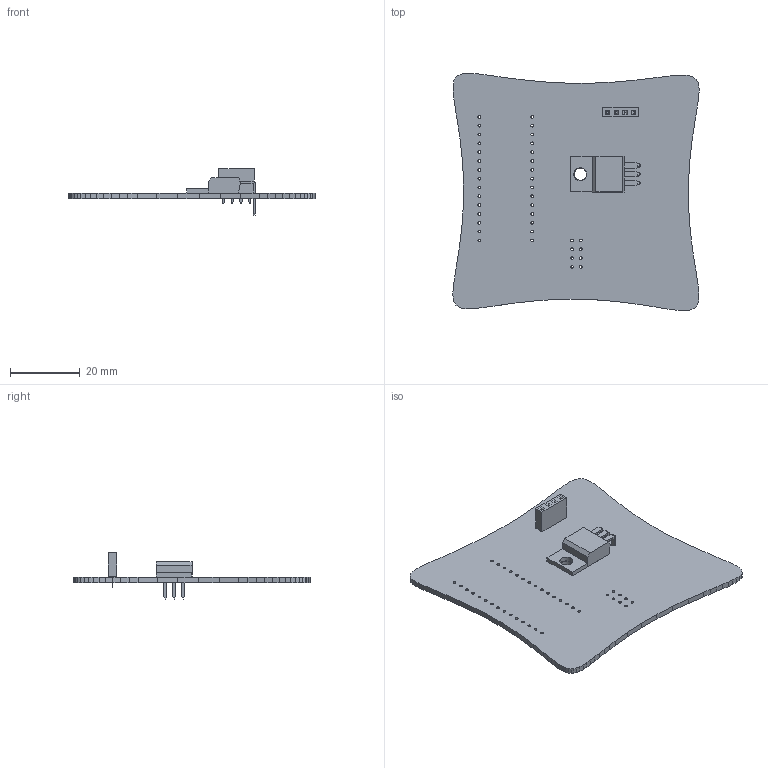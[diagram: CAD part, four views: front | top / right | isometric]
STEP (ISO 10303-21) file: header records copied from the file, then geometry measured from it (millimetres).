
FILE_DESCRIPTION(('KiCad electronic assembly'),'2;1');
FILE_NAME('WeatherStation.step','2020-02-09T17:00:37',('An Author'),( 'A Company'),'Open CASCADE STEP processor 6.9', 'KiCad to STEP converter','Unknown');
FILE_SCHEMA(('AUTOMOTIVE_DESIGN { 1 0 10303 214 1 1 1 1 }'));
Length unit declared in the file: millimetre
Products named in the file (6): Open CASCADE STEP translator 6.9 1; PinSocket_1x04_P2.54mm_Vertical; SOLID; TO-220-3_Horizontal_TabDown; COMPOUND
Assembly tree (5 placements, depth 3):
  Open CASCADE STEP translator 6.9 1
    PinSocket_1x04_P2.54mm_Vertical
      SOLID
    TO-220-3_Horizontal_TabDown
      SOLID
    COMPOUND
Bounding box: 70.83 x 68.25 x 13.33 mm (x, y, z)
Volume: 7589.6 mm3; surface area: 10220.5 mm2
Topology: 3 solids, 3 shells, 368 faces, 1010 edges, 660 vertices
Faces by surface type: plane 318, cylinder 50
Full cylindrical faces by diameter (mm): 0.762 x8, 0.8 x30, 1 x4, 1.1 x3, 3.5 x1, 3.735 x1
Entity records: 26689 total; most frequent: CARTESIAN_POINT 4622, DIRECTION 3785, LINE 2830, VECTOR 2830, ORIENTED_EDGE 2020, PCURVE 2020, DEFINITIONAL_REPRESENTATION 2020, EDGE_CURVE 1010
